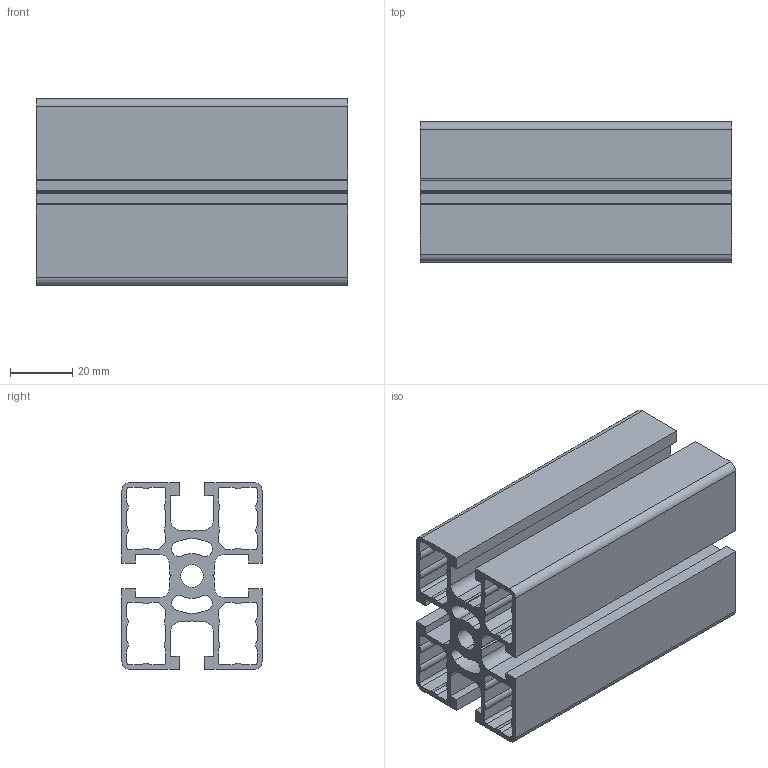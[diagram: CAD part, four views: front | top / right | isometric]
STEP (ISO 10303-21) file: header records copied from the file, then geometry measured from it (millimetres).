
FILE_DESCRIPTION (( 'STEP AP214' ), '1' );
FILE_NAME ('084.101.018.STEP', '2020-07-23T07:16:03', ( '' ), ( '' ), 'SwSTEP 2.0', 'SolidWorks 2018', '' );
FILE_SCHEMA (( 'AUTOMOTIVE_DESIGN' ));
Length unit declared in the file: millimetre
Products named in the file (1): 084.101.018
Bounding box: 100 x 45 x 60 mm (x, y, z)
Volume: 82612.4 mm3; surface area: 72258.4 mm2
Topology: 1 solids, 1 shells, 173 faces, 513 edges, 342 vertices
Faces by surface type: plane 94, cylinder 79
Entity records: 5887 total; most frequent: CARTESIAN_POINT 1029, ORIENTED_EDGE 1026, DIRECTION 1019, EDGE_CURVE 513, LINE 355, VECTOR 355, VERTEX_POINT 342, AXIS2_PLACEMENT_3D 332
